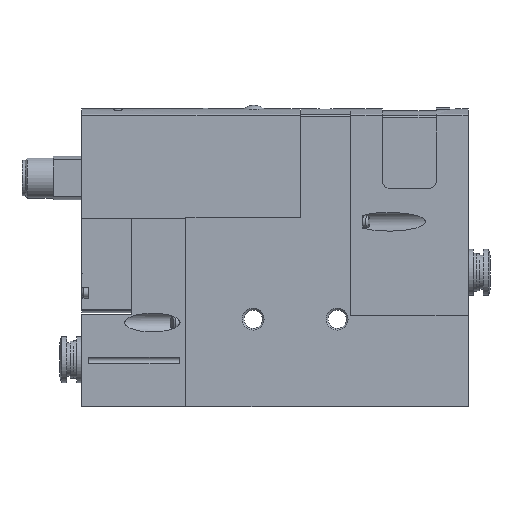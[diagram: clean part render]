
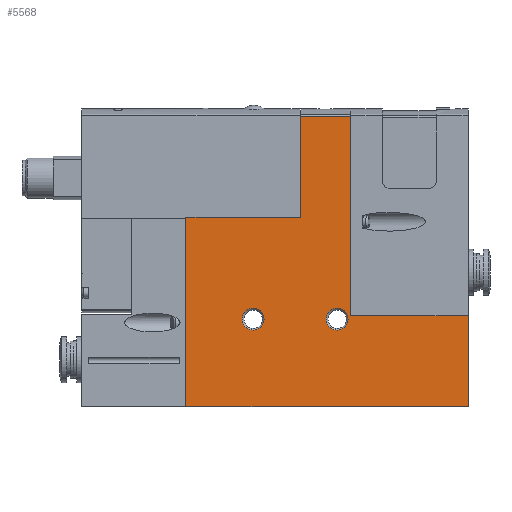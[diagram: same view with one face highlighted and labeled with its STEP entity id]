
A CAD part, top view. The second image highlights one B-rep face of the part: STEP entity #5568.
In plain terms, the highlighted planar face has unit normal (0, 0, 1).
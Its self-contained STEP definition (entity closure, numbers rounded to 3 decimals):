
#279=CIRCLE('',#5946,3.25);
#280=CIRCLE('',#5947,3.25);
#862=ORIENTED_EDGE('',*,*,#1653,.T.);
#863=ORIENTED_EDGE('',*,*,#1654,.T.);
#864=ORIENTED_EDGE('',*,*,#1649,.T.);
#865=ORIENTED_EDGE('',*,*,#1627,.T.);
#866=ORIENTED_EDGE('',*,*,#1452,.T.);
#867=ORIENTED_EDGE('',*,*,#1561,.T.);
#868=ORIENTED_EDGE('',*,*,#1635,.T.);
#869=ORIENTED_EDGE('',*,*,#1644,.T.);
#870=ORIENTED_EDGE('',*,*,#1646,.T.);
#871=ORIENTED_EDGE('',*,*,#1655,.T.);
#1452=EDGE_CURVE('',#1921,#1920,#2265,.T.);
#1561=EDGE_CURVE('',#1920,#2009,#2351,.T.);
#1627=EDGE_CURVE('',#2052,#1921,#2389,.T.);
#1635=EDGE_CURVE('',#2009,#2056,#2394,.T.);
#1644=EDGE_CURVE('',#2056,#2062,#2402,.T.);
#1646=EDGE_CURVE('',#2062,#2063,#2403,.T.);
#1649=EDGE_CURVE('',#2065,#2052,#2405,.T.);
#1653=EDGE_CURVE('',#2067,#2067,#279,.T.);
#1654=EDGE_CURVE('',#2068,#2068,#280,.T.);
#1655=EDGE_CURVE('',#2063,#2065,#2407,.T.);
#1920=VERTEX_POINT('',#7725);
#1921=VERTEX_POINT('',#7727);
#2009=VERTEX_POINT('',#7936);
#2052=VERTEX_POINT('',#8101);
#2056=VERTEX_POINT('',#8113);
#2062=VERTEX_POINT('',#8129);
#2063=VERTEX_POINT('',#8133);
#2065=VERTEX_POINT('',#8140);
#2067=VERTEX_POINT('',#8147);
#2068=VERTEX_POINT('',#8149);
#2265=LINE('',#7726,#2491);
#2351=LINE('',#7937,#2577);
#2389=LINE('',#8100,#2615);
#2394=LINE('',#8114,#2620);
#2402=LINE('',#8130,#2628);
#2403=LINE('',#8134,#2629);
#2405=LINE('',#8139,#2631);
#2407=LINE('',#8150,#2633);
#2491=VECTOR('',#6415,1000.);
#2577=VECTOR('',#6573,1000.);
#2615=VECTOR('',#6777,1000.);
#2620=VECTOR('',#6790,1000.);
#2628=VECTOR('',#6802,1000.);
#2629=VECTOR('',#6807,1000.);
#2631=VECTOR('',#6813,1000.);
#2633=VECTOR('',#6825,1000.);
#2813=EDGE_LOOP('',(#862));
#2814=EDGE_LOOP('',(#863));
#2815=EDGE_LOOP('',(#864,#865,#866,#867,#868,#869,#870,#871));
#3259=FACE_BOUND('',#2813,.T.);
#3260=FACE_BOUND('',#2814,.T.);
#3261=FACE_BOUND('',#2815,.T.);
#3629=PLANE('',#5945);
#5568=ADVANCED_FACE('',(#3259,#3260,#3261),#3629,.T.);
#5945=AXIS2_PLACEMENT_3D('',#8145,#6819,#6820);
#5946=AXIS2_PLACEMENT_3D('',#8146,#6821,#6822);
#5947=AXIS2_PLACEMENT_3D('',#8148,#6823,#6824);
#6415=DIRECTION('',(0.,-1.,0.));
#6573=DIRECTION('',(1.,0.,0.));
#6777=DIRECTION('',(-1.,0.,0.));
#6790=DIRECTION('',(0.,1.,0.));
#6802=DIRECTION('',(-1.,0.,0.));
#6807=DIRECTION('',(0.,1.,0.));
#6813=DIRECTION('',(0.,-1.,0.));
#6819=DIRECTION('',(0.,0.,1.));
#6820=DIRECTION('',(1.,0.,0.));
#6821=DIRECTION('',(0.,0.,-1.));
#6822=DIRECTION('',(-1.,0.,0.));
#6823=DIRECTION('',(0.,0.,-1.));
#6824=DIRECTION('',(-1.,0.,0.));
#6825=DIRECTION('',(-1.,0.,0.));
#7725=CARTESIAN_POINT('',(31.,0.,10.25));
#7726=CARTESIAN_POINT('',(31.,56.4,10.25));
#7727=CARTESIAN_POINT('',(31.,56.4,10.25));
#7936=CARTESIAN_POINT('',(115.,0.,10.25));
#7937=CARTESIAN_POINT('',(31.,0.,10.25));
#8100=CARTESIAN_POINT('',(65.1,56.4,10.25));
#8101=CARTESIAN_POINT('',(65.1,56.4,10.25));
#8113=CARTESIAN_POINT('',(115.,27.,10.25));
#8114=CARTESIAN_POINT('',(115.,0.,10.25));
#8129=CARTESIAN_POINT('',(79.999,27.,10.25));
#8130=CARTESIAN_POINT('',(115.,27.,10.25));
#8133=CARTESIAN_POINT('',(79.999,86.442,10.25));
#8134=CARTESIAN_POINT('',(79.999,27.,10.25));
#8139=CARTESIAN_POINT('',(65.1,90.,10.25));
#8140=CARTESIAN_POINT('',(65.1,86.442,10.25));
#8145=CARTESIAN_POINT('',(0.,0.,10.25));
#8146=CARTESIAN_POINT('',(76.,26.,10.25));
#8147=CARTESIAN_POINT('',(72.75,26.,10.25));
#8148=CARTESIAN_POINT('',(51.,26.,10.25));
#8149=CARTESIAN_POINT('',(47.75,26.,10.25));
#8150=CARTESIAN_POINT('',(80.,86.442,10.25));
